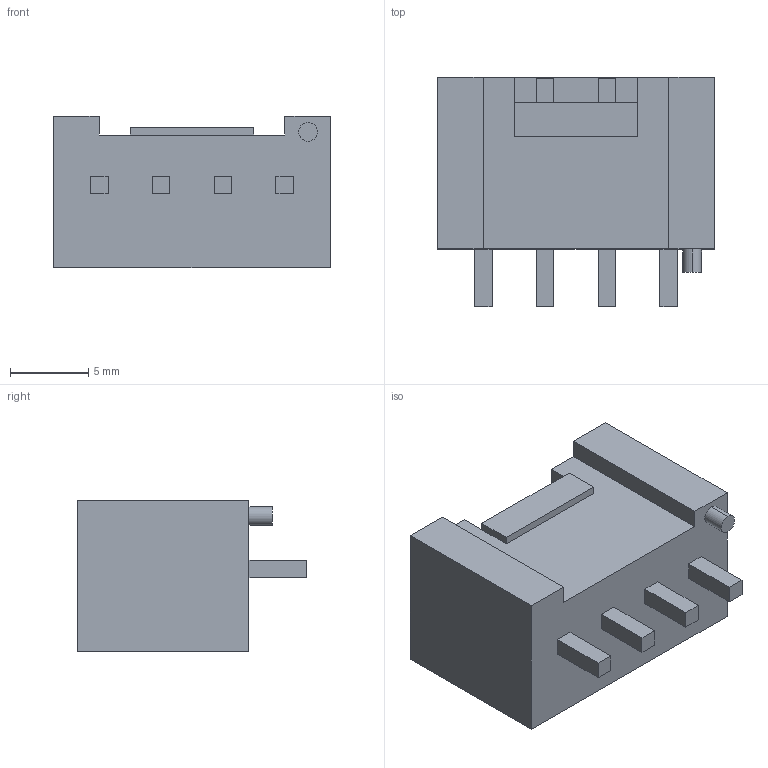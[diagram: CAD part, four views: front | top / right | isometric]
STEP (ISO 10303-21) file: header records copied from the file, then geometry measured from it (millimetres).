
FILE_DESCRIPTION (( 'STEP AP214' ), '1' );
FILE_NAME ('B4P-VH-FB-B.STEP', '2010-06-15T04:55:14', ( 'JSTOEC' ), ( '' ), 'SwSTEP 2.0', 'SolidWorks 2005235', '' );
FILE_SCHEMA (( 'AUTOMOTIVE_DESIGN' ));
Length unit declared in the file: millimetre
Products named in the file (1): B4P-VH-FB-B
Bounding box: 17.72 x 14.7 x 9.7 mm (x, y, z)
Volume: 983.4 mm3; surface area: 1498.4 mm2
Topology: 1 solids, 1 shells, 65 faces, 160 edges, 106 vertices
Faces by surface type: plane 63, cylinder 2
Entity records: 2345 total; most frequent: CARTESIAN_POINT 332, ORIENTED_EDGE 320, DIRECTION 296, EDGE_CURVE 160, VECTOR 156, LINE 156, VERTEX_POINT 106, EDGE_LOOP 74
